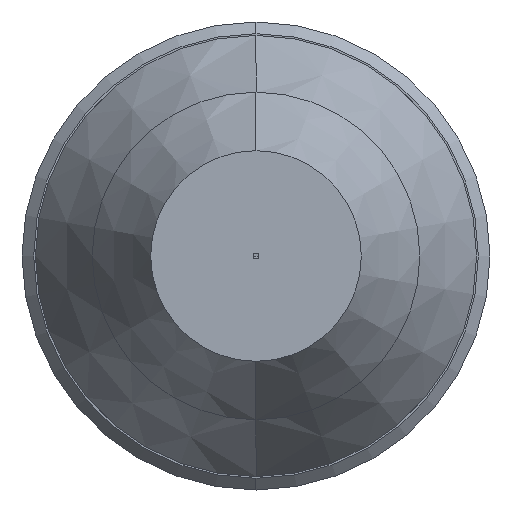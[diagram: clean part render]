
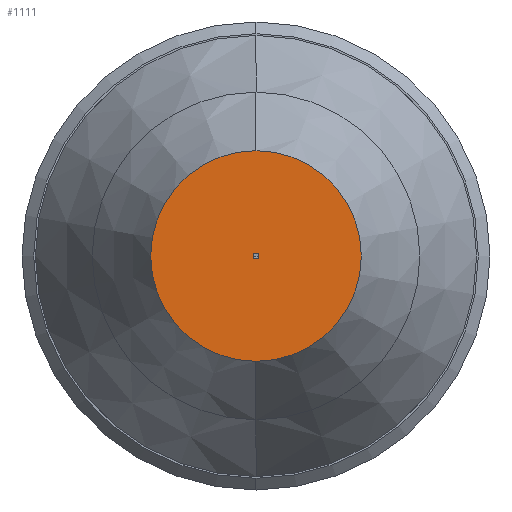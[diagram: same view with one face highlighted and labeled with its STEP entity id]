
A CAD part, left-side view. The second image highlights one B-rep face of the part: STEP entity #1111.
In plain terms, the highlighted planar face has unit normal (-1, 0, 0).
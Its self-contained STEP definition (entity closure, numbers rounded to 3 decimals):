
#92 = EDGE_CURVE ( 'NONE', #1592, #1409, #1199, .T. ) ;
#105 = ORIENTED_EDGE ( 'NONE', *, *, #267, .F. ) ;
#131 = CARTESIAN_POINT ( 'NONE',  ( -0.1, 0., -9. ) ) ;
#148 = PLANE ( 'NONE',  #527 ) ;
#171 = ORIENTED_EDGE ( 'NONE', *, *, #1245, .T. ) ;
#172 = CIRCLE ( 'NONE', #466, 9. ) ;
#225 = ORIENTED_EDGE ( 'NONE', *, *, #92, .T. ) ;
#267 = EDGE_CURVE ( 'NONE', #1066, #1381, #669, .T. ) ;
#466 = AXIS2_PLACEMENT_3D ( 'NONE', #579, #1525, #1689 ) ;
#470 = EDGE_CURVE ( 'NONE', #1381, #1066, #1235, .T. ) ;
#527 = AXIS2_PLACEMENT_3D ( 'NONE', #1102, #846, #1251 ) ;
#567 = DIRECTION ( 'NONE',  ( 0., 0., 1. ) ) ;
#579 = CARTESIAN_POINT ( 'NONE',  ( -0.1, 0., 0. ) ) ;
#627 = ORIENTED_EDGE ( 'NONE', *, *, #470, .F. ) ;
#647 = CARTESIAN_POINT ( 'NONE',  ( -0.1, 0., 9. ) ) ;
#669 = CIRCLE ( 'NONE', #1092, 0.25 ) ;
#751 = DIRECTION ( 'NONE',  ( -1., 0., 0. ) ) ;
#846 = DIRECTION ( 'NONE',  ( 1., 0., 0. ) ) ;
#937 = CARTESIAN_POINT ( 'NONE',  ( -0.1, 0., 0. ) ) ;
#968 = CARTESIAN_POINT ( 'NONE',  ( -0.1, 0., 0.25 ) ) ;
#994 = EDGE_LOOP ( 'NONE', ( #105, #627 ) ) ;
#1065 = CARTESIAN_POINT ( 'NONE',  ( -0.1, 0., -0.25 ) ) ;
#1066 = VERTEX_POINT ( 'NONE', #968 ) ;
#1075 = FACE_OUTER_BOUND ( 'NONE', #1725, .T. ) ;
#1087 = DIRECTION ( 'NONE',  ( -1., 0., 0. ) ) ;
#1092 = AXIS2_PLACEMENT_3D ( 'NONE', #1392, #751, #1175 ) ;
#1102 = CARTESIAN_POINT ( 'NONE',  ( -0.1, 0.25, 0. ) ) ;
#1111 = ADVANCED_FACE ( 'NONE', ( #1369, #1075 ), #148, .F. ) ;
#1175 = DIRECTION ( 'NONE',  ( 0., 0., 1. ) ) ;
#1199 = CIRCLE ( 'NONE', #1258, 9. ) ;
#1235 = CIRCLE ( 'NONE', #1456, 0.25 ) ;
#1245 = EDGE_CURVE ( 'NONE', #1409, #1592, #172, .T. ) ;
#1251 = DIRECTION ( 'NONE',  ( 0., 0., -1. ) ) ;
#1258 = AXIS2_PLACEMENT_3D ( 'NONE', #937, #1493, #1363 ) ;
#1363 = DIRECTION ( 'NONE',  ( 0., 0., 1. ) ) ;
#1369 = FACE_BOUND ( 'NONE', #994, .T. ) ;
#1381 = VERTEX_POINT ( 'NONE', #1065 ) ;
#1392 = CARTESIAN_POINT ( 'NONE',  ( -0.1, 0., 0. ) ) ;
#1409 = VERTEX_POINT ( 'NONE', #647 ) ;
#1456 = AXIS2_PLACEMENT_3D ( 'NONE', #1639, #1087, #567 ) ;
#1493 = DIRECTION ( 'NONE',  ( -1., 0., 0. ) ) ;
#1525 = DIRECTION ( 'NONE',  ( -1., 0., 0. ) ) ;
#1592 = VERTEX_POINT ( 'NONE', #131 ) ;
#1639 = CARTESIAN_POINT ( 'NONE',  ( -0.1, 0., 0. ) ) ;
#1689 = DIRECTION ( 'NONE',  ( 0., 0., 1. ) ) ;
#1725 = EDGE_LOOP ( 'NONE', ( #225, #171 ) ) ;
